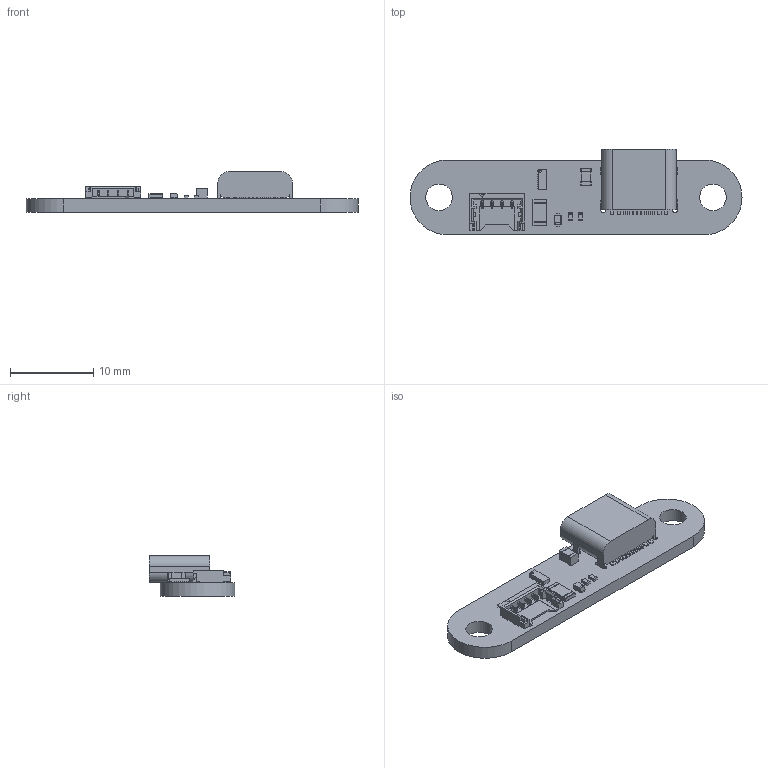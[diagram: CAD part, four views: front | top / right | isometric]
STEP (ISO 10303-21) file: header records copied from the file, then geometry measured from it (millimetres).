
FILE_DESCRIPTION(('KiCad electronic assembly'),'2;1');
FILE_NAME('uDB-S1-3D-model.STEP','2023-01-16T05:17:20',('Pcbnew'),( 'Kicad'),'Open CASCADE STEP processor 7.6','KiCad to STEP converter' ,'Unknown');
FILE_SCHEMA(('AUTOMOTIVE_DESIGN { 1 0 10303 214 1 1 1 1 }'));
Length unit declared in the file: millimetre
Products named in the file (16): uDB-S1-3D-model 1; L_0805_2012Metric; SOLID; R_0402_1005Metric; Fuse_1206_3216Metric; USON-10_2.5x1.0mm_P0.5mm; 781710004; HRO  TYPE-C-31-M-12; D_SOD-523; udb-s PCB
Assembly tree (16 placements, depth 3):
  uDB-S1-3D-model 1
    L_0805_2012Metric
      SOLID
    R_0402_1005Metric  x2
      SOLID
    Fuse_1206_3216Metric
      SOLID
    USON-10_2.5x1.0mm_P0.5mm
      SOLID
    781710004
      SOLID
    HRO  TYPE-C-31-M-12
      SOLID
    D_SOD-523
      SOLID
    udb-s PCB
Bounding box: 40 x 10.3 x 4.87 mm (x, y, z)
Volume: 636.6 mm3; surface area: 1460.9 mm2
Topology: 9 solids, 9 shells, 601 faces, 1654 edges, 1082 vertices
Faces by surface type: plane 484, cylinder 97, cone 10, bspline 10
Full cylindrical faces by diameter (mm): 0.2 x1, 0.4 x8, 0.5 x2, 0.65 x2, 3.2 x2
Entity records: 40769 total; most frequent: CARTESIAN_POINT 7378, DIRECTION 5961, LINE 4334, VECTOR 4334, ORIENTED_EDGE 3172, PCURVE 3172, DEFINITIONAL_REPRESENTATION 3172, EDGE_CURVE 1586
